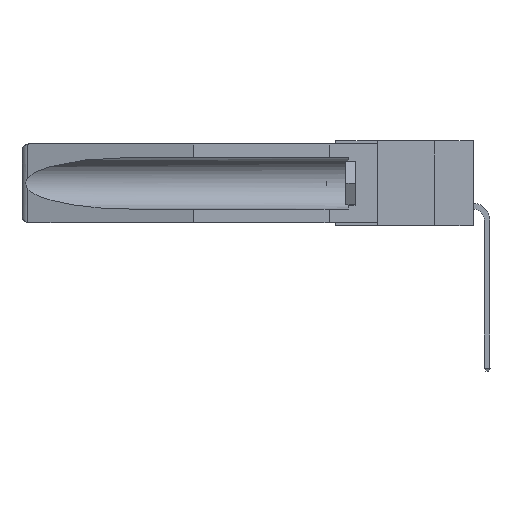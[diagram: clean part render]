
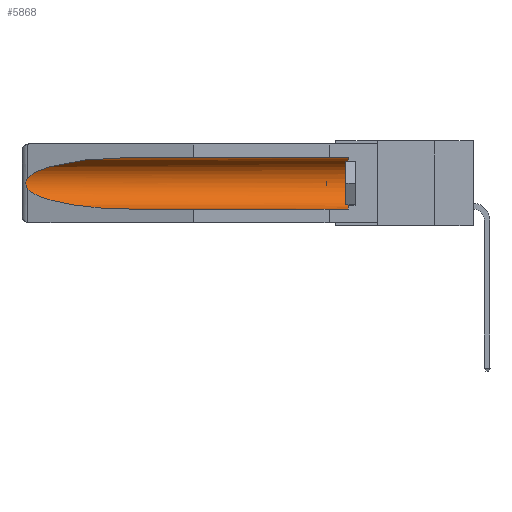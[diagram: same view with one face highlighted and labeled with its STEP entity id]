
A CAD part, left-side view. The second image highlights one B-rep face of the part: STEP entity #5868.
In plain terms, the highlighted cylindrical face has radius 2.857 mm (diameter 5.715 mm), a partial arc.
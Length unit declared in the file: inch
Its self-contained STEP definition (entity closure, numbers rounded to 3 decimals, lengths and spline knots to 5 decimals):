
#132 = ORIENTED_EDGE ( 'NONE', *, *, #31962, .F. ) ;
#1605 = CARTESIAN_POINT ( 'NONE',  ( 0.26537, 1.52718, -0.19328 ) ) ;
#2070 = CIRCLE ( 'NONE', #31901, 0.1125 ) ;
#4656 = DIRECTION ( 'NONE',  ( 0., 0., 1. ) ) ;
#4674 = EDGE_CURVE ( 'NONE', #4999, #10714, #29302, .T. ) ;
#4752 = ORIENTED_EDGE ( 'NONE', *, *, #27867, .T. ) ;
#4999 = VERTEX_POINT ( 'NONE', #30663 ) ;
#5868 = ADVANCED_FACE ( 'NONE', ( #19233 ), #31291, .F. ) ;
#6258 = EDGE_LOOP ( 'NONE', ( #30320, #14169, #9133, #132, #4752, #7109 ) ) ;
#7039 = CARTESIAN_POINT ( 'NONE',  ( 0.26537, 1.52718, -0.14972 ) ) ;
#7109 = ORIENTED_EDGE ( 'NONE', *, *, #4674, .T. ) ;
#7160 = CARTESIAN_POINT ( 'NONE',  ( 0.2673, 1.53269, -0.17917 ) ) ;
#7623 = CARTESIAN_POINT ( 'NONE',  ( 0.155, 1.07973, -0.059 ) ) ;
#7851 = CARTESIAN_POINT ( 'NONE',  ( 0.21114, 1.30732, -0.059 ) ) ;
#9133 = ORIENTED_EDGE ( 'NONE', *, *, #26168, .T. ) ;
#9692 = CARTESIAN_POINT ( 'NONE',  ( 0.26597, 1.52961, -0.15275 ) ) ;
#9849 = CARTESIAN_POINT ( 'NONE',  ( 0.25451, 1.48313, -0.24835 ) ) ;
#10651 =( BOUNDED_CURVE ( )  B_SPLINE_CURVE ( 3, ( #10754, #7851, #15806, #29041 ),
 .UNSPECIFIED., .F., .F. ) 
 B_SPLINE_CURVE_WITH_KNOTS ( ( 4, 4 ),
 ( 4.71239, 6.08839 ),
 .UNSPECIFIED. ) 
 CURVE ( )  GEOMETRIC_REPRESENTATION_ITEM ( )  RATIONAL_B_SPLINE_CURVE ( ( 1., 0.848, 0.848, 1. ) ) 
 REPRESENTATION_ITEM ( '' )  );
#10714 = VERTEX_POINT ( 'NONE', #7623 ) ;
#10754 = CARTESIAN_POINT ( 'NONE',  ( 0.155, 1.07973, -0.059 ) ) ;
#12370 = CARTESIAN_POINT ( 'NONE',  ( 0.26654, 1.53092, -0.15636 ) ) ;
#12647 = VECTOR ( 'NONE', #15835, 39.37008 ) ;
#12814 = CARTESIAN_POINT ( 'NONE',  ( 0.26655, 1.53094, -0.18657 ) ) ;
#13059 = CARTESIAN_POINT ( 'NONE',  ( 0.155, -0.30754, -0.284 ) ) ;
#13119 = VERTEX_POINT ( 'NONE', #32481 ) ;
#14169 = ORIENTED_EDGE ( 'NONE', *, *, #32923, .T. ) ;
#15520 = CARTESIAN_POINT ( 'NONE',  ( 0.26537, 1.52718, -0.19328 ) ) ;
#15806 = CARTESIAN_POINT ( 'NONE',  ( 0.25451, 1.48313, -0.09465 ) ) ;
#15835 = DIRECTION ( 'NONE',  ( 0., 1., 0. ) ) ;
#17727 = CARTESIAN_POINT ( 'NONE',  ( 0.2673, 1.5327, -0.16383 ) ) ;
#17793 = CARTESIAN_POINT ( 'NONE',  ( 0.155, 0.126, -0.1715 ) ) ;
#17907 = DIRECTION ( 'NONE',  ( 0., 0., 1. ) ) ;
#19030 = CARTESIAN_POINT ( 'NONE',  ( 0.155, 0.126, -0.284 ) ) ;
#19233 = FACE_OUTER_BOUND ( 'NONE', #6258, .T. ) ;
#20335 = CARTESIAN_POINT ( 'NONE',  ( 0.155, 1.07973, -0.284 ) ) ;
#20393 = CARTESIAN_POINT ( 'NONE',  ( 0.2675, 1.53308, -0.16763 ) ) ;
#21253 = CARTESIAN_POINT ( 'NONE',  ( 0.155, -0.30754, -0.059 ) ) ;
#22260 = AXIS2_PLACEMENT_3D ( 'NONE', #25601, #25933, #4656 ) ;
#22461 = VERTEX_POINT ( 'NONE', #19030 ) ;
#23055 = CARTESIAN_POINT ( 'NONE',  ( 0.2675, 1.53308, -0.17534 ) ) ;
#23501 = DIRECTION ( 'NONE',  ( 0., 1., 0. ) ) ;
#24047 = CARTESIAN_POINT ( 'NONE',  ( 0.26537, 1.52718, -0.14972 ) ) ;
#24786 = EDGE_CURVE ( 'NONE', #10714, #31564, #10651, .T. ) ;
#25567 = CARTESIAN_POINT ( 'NONE',  ( 0.21114, 1.30732, -0.284 ) ) ;
#25601 = CARTESIAN_POINT ( 'NONE',  ( 0.155, -0.30754, -0.1715 ) ) ;
#25933 = DIRECTION ( 'NONE',  ( 0., 1., 0. ) ) ;
#26128 = DIRECTION ( 'NONE',  ( 0., -1., 0. ) ) ;
#26168 = EDGE_CURVE ( 'NONE', #26999, #13119, #32425, .T. ) ;
#26219 = B_SPLINE_CURVE_WITH_KNOTS ( 'NONE', 3,
 ( #7039, #9692, #12370, #17727, #20393, #23055, #7160, #12814, #28751, #15520 ),
 .UNSPECIFIED., .F., .F.,
 ( 4, 2, 2, 2, 4 ),
 ( 0., 0.00029, 0.00058, 0.00087, 0.00117 ),
 .UNSPECIFIED. ) ;
#26280 = CARTESIAN_POINT ( 'NONE',  ( 0.26537, 1.52718, -0.19328 ) ) ;
#26999 = VERTEX_POINT ( 'NONE', #26280 ) ;
#27867 = EDGE_CURVE ( 'NONE', #22461, #4999, #2070, .T. ) ;
#28751 = CARTESIAN_POINT ( 'NONE',  ( 0.26597, 1.5296, -0.19026 ) ) ;
#29041 = CARTESIAN_POINT ( 'NONE',  ( 0.26537, 1.52718, -0.14972 ) ) ;
#29302 = LINE ( 'NONE', #21253, #12647 ) ;
#30320 = ORIENTED_EDGE ( 'NONE', *, *, #24786, .T. ) ;
#30663 = CARTESIAN_POINT ( 'NONE',  ( 0.155, 0.126, -0.059 ) ) ;
#31291 = CYLINDRICAL_SURFACE ( 'NONE', #22260, 0.1125 ) ;
#31564 = VERTEX_POINT ( 'NONE', #24047 ) ;
#31703 = LINE ( 'NONE', #13059, #34237 ) ;
#31901 = AXIS2_PLACEMENT_3D ( 'NONE', #17793, #26128, #17907 ) ;
#31962 = EDGE_CURVE ( 'NONE', #22461, #13119, #31703, .T. ) ;
#32425 =( BOUNDED_CURVE ( )  B_SPLINE_CURVE ( 3, ( #1605, #9849, #25567, #20335 ),
 .UNSPECIFIED., .F., .F. ) 
 B_SPLINE_CURVE_WITH_KNOTS ( ( 4, 4 ),
 ( 0.1948, 1.5708 ),
 .UNSPECIFIED. ) 
 CURVE ( )  GEOMETRIC_REPRESENTATION_ITEM ( )  RATIONAL_B_SPLINE_CURVE ( ( 1., 0.848, 0.848, 1. ) ) 
 REPRESENTATION_ITEM ( '' )  );
#32481 = CARTESIAN_POINT ( 'NONE',  ( 0.155, 1.07973, -0.284 ) ) ;
#32923 = EDGE_CURVE ( 'NONE', #31564, #26999, #26219, .T. ) ;
#34237 = VECTOR ( 'NONE', #23501, 39.37008 ) ;
